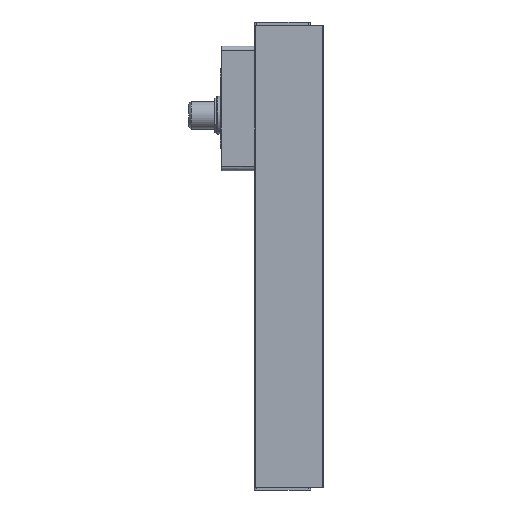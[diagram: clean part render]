
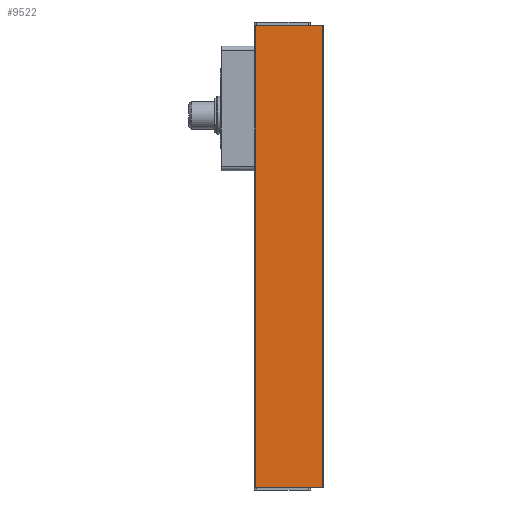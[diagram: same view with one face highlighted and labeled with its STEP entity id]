
A CAD part, left-side view. The second image highlights one B-rep face of the part: STEP entity #9522.
In plain terms, the highlighted planar face has unit normal (-1, 0, 0).
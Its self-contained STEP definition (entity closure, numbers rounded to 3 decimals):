
#200 = EDGE_CURVE ( 'NONE', #2036, #6562, #1907, .T. ) ;
#415 = DIRECTION ( 'NONE',  ( 0., 0., 1. ) ) ;
#914 = CARTESIAN_POINT ( 'NONE',  ( 0., 29.3, 0. ) ) ;
#1122 = VECTOR ( 'NONE', #2836, 1000. ) ;
#1171 = ORIENTED_EDGE ( 'NONE', *, *, #8556, .F. ) ;
#1907 = LINE ( 'NONE', #1966, #5939 ) ;
#1966 = CARTESIAN_POINT ( 'NONE',  ( 0., 0.5, -200.5 ) ) ;
#1993 = LINE ( 'NONE', #3577, #1122 ) ;
#2036 = VERTEX_POINT ( 'NONE', #9251 ) ;
#2585 = AXIS2_PLACEMENT_3D ( 'NONE', #4424, #7665, #415 ) ;
#2635 = VECTOR ( 'NONE', #4432, 1000. ) ;
#2794 = PLANE ( 'NONE',  #2585 ) ;
#2836 = DIRECTION ( 'NONE',  ( 0., 0., -1. ) ) ;
#3075 = EDGE_CURVE ( 'NONE', #6769, #6562, #5911, .T. ) ;
#3486 = EDGE_CURVE ( 'NONE', #10079, #6769, #1993, .T. ) ;
#3577 = CARTESIAN_POINT ( 'NONE',  ( 0., 29.3, -200.5 ) ) ;
#4424 = CARTESIAN_POINT ( 'NONE',  ( 0., 29.3, -200.5 ) ) ;
#4432 = DIRECTION ( 'NONE',  ( 0., -1., 0. ) ) ;
#4444 = ORIENTED_EDGE ( 'NONE', *, *, #200, .F. ) ;
#5631 = ORIENTED_EDGE ( 'NONE', *, *, #3075, .T. ) ;
#5779 = DIRECTION ( 'NONE',  ( 0., -1., 0. ) ) ;
#5911 = LINE ( 'NONE', #9157, #2635 ) ;
#5939 = VECTOR ( 'NONE', #8430, 1000. ) ;
#6123 = CARTESIAN_POINT ( 'NONE',  ( 0., 0.5, -200.5 ) ) ;
#6562 = VERTEX_POINT ( 'NONE', #6123 ) ;
#6579 = CARTESIAN_POINT ( 'NONE',  ( 0., 29.3, -200.5 ) ) ;
#6769 = VERTEX_POINT ( 'NONE', #6579 ) ;
#7665 = DIRECTION ( 'NONE',  ( -1., 0., 0. ) ) ;
#8278 = LINE ( 'NONE', #914, #9852 ) ;
#8430 = DIRECTION ( 'NONE',  ( 0., 0., -1. ) ) ;
#8556 = EDGE_CURVE ( 'NONE', #10079, #2036, #8278, .T. ) ;
#9157 = CARTESIAN_POINT ( 'NONE',  ( 0., 29.3, -200.5 ) ) ;
#9251 = CARTESIAN_POINT ( 'NONE',  ( 0., 0.5, 0. ) ) ;
#9330 = ORIENTED_EDGE ( 'NONE', *, *, #3486, .T. ) ;
#9522 = ADVANCED_FACE ( 'NONE', ( #10064 ), #2794, .T. ) ;
#9524 = CARTESIAN_POINT ( 'NONE',  ( 0., 29.3, 0. ) ) ;
#9755 = EDGE_LOOP ( 'NONE', ( #5631, #4444, #1171, #9330 ) ) ;
#9852 = VECTOR ( 'NONE', #5779, 1000. ) ;
#10064 = FACE_OUTER_BOUND ( 'NONE', #9755, .T. ) ;
#10079 = VERTEX_POINT ( 'NONE', #9524 ) ;
